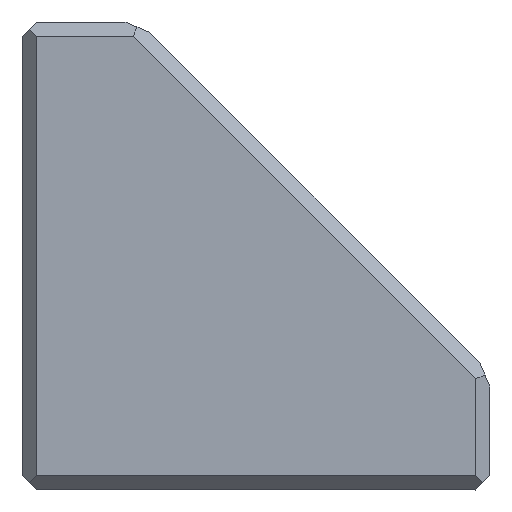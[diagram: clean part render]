
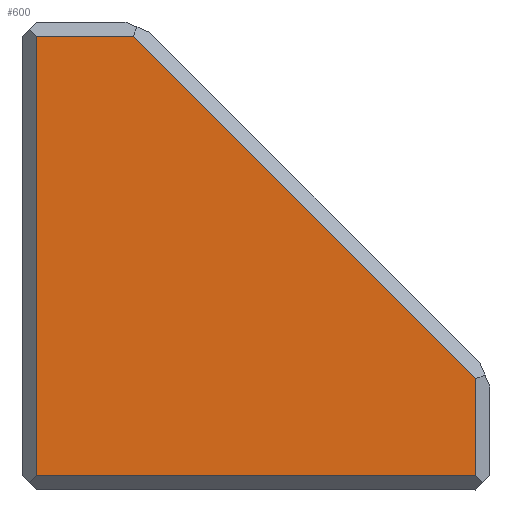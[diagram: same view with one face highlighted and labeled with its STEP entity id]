
A CAD part, left-side view. The second image highlights one B-rep face of the part: STEP entity #600.
In plain terms, the highlighted planar face has unit normal (-1, 0, 0).
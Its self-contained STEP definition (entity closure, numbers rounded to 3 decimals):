
#56=PLANE('',#653);
#84=FACE_OUTER_BOUND('',#119,.T.);
#119=EDGE_LOOP('',(#528,#529,#530,#531,#532));
#149=LINE('',#869,#216);
#164=LINE('',#899,#231);
#167=LINE('',#904,#234);
#179=LINE('',#959,#246);
#188=LINE('',#976,#255);
#216=VECTOR('',#715,10.);
#231=VECTOR('',#738,10.);
#234=VECTOR('',#743,10.);
#246=VECTOR('',#763,10.);
#255=VECTOR('',#778,10.);
#290=VERTEX_POINT('',#866);
#291=VERTEX_POINT('',#868);
#301=VERTEX_POINT('',#896);
#302=VERTEX_POINT('',#898);
#314=VERTEX_POINT('',#958);
#351=EDGE_CURVE('',#290,#291,#149,.T.);
#366=EDGE_CURVE('',#301,#302,#164,.T.);
#369=EDGE_CURVE('',#291,#301,#167,.T.);
#383=EDGE_CURVE('',#302,#314,#179,.T.);
#392=EDGE_CURVE('',#314,#290,#188,.T.);
#528=ORIENTED_EDGE('',*,*,#383,.F.);
#529=ORIENTED_EDGE('',*,*,#366,.F.);
#530=ORIENTED_EDGE('',*,*,#369,.F.);
#531=ORIENTED_EDGE('',*,*,#351,.F.);
#532=ORIENTED_EDGE('',*,*,#392,.F.);
#600=ADVANCED_FACE('',(#84),#56,.T.);
#653=AXIS2_PLACEMENT_3D('',#982,#786,#787);
#715=DIRECTION('',(0.,1.,0.));
#738=DIRECTION('',(0.,-1.,0.));
#743=DIRECTION('',(0.,0.,1.));
#763=DIRECTION('',(0.,-0.707,-0.707));
#778=DIRECTION('',(0.,0.,-1.));
#786=DIRECTION('center_axis',(-1.,0.,0.));
#787=DIRECTION('ref_axis',(0.,0.,1.));
#866=CARTESIAN_POINT('',(100.001,102.947,68.361));
#868=CARTESIAN_POINT('',(100.001,121.747,68.361));
#869=CARTESIAN_POINT('',(100.001,117.347,68.361));
#896=CARTESIAN_POINT('',(100.001,121.747,87.161));
#898=CARTESIAN_POINT('',(100.001,117.595,87.161));
#899=CARTESIAN_POINT('',(100.001,114.847,87.161));
#904=CARTESIAN_POINT('',(100.001,121.747,82.761));
#958=CARTESIAN_POINT('',(100.001,102.947,72.512));
#959=CARTESIAN_POINT('',(100.001,106.521,76.087));
#976=CARTESIAN_POINT('',(100.001,102.947,72.761));
#982=CARTESIAN_POINT('Origin',(100.001,112.347,77.761));
